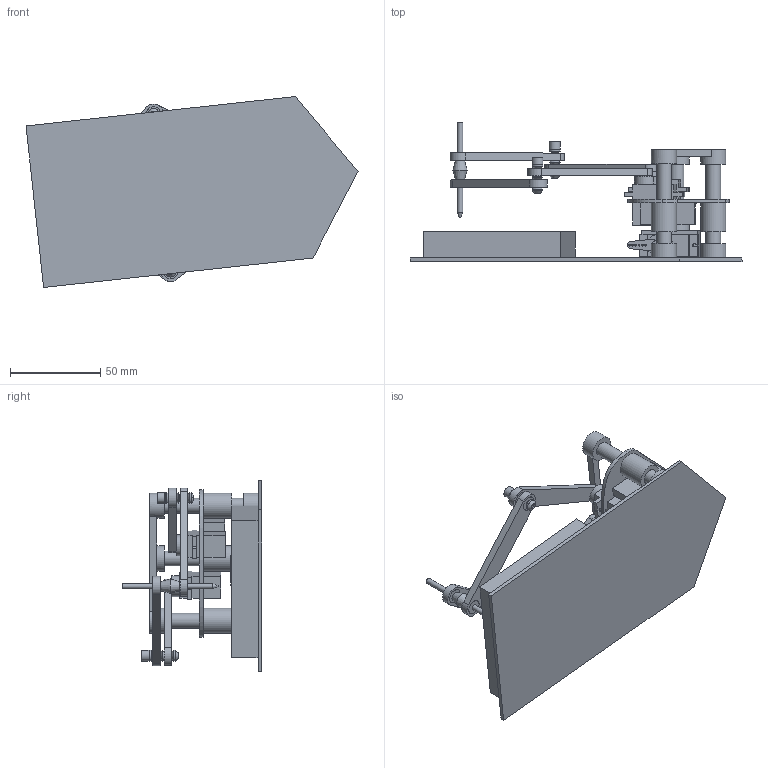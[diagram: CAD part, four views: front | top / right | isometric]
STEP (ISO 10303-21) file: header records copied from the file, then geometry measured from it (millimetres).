
FILE_DESCRIPTION(/* description */ (''),/* implementation_level */ '2;1');
FILE_NAME(/* name */ 'Post it Plotter v1.step',/* time_stamp */ '2021-01-04T18:05:47+01:00',/* author */ (''),/* organization */ (''),/* preprocessor_version */ 'ST-DEVELOPER v18.1',/* originating_system */ 'Autodesk Translation Framework v9.7.1.1290',/* authorisation */ '');
FILE_SCHEMA (('AUTOMOTIVE_DESIGN { 1 0 10303 214 3 1 1 }'));
Length unit declared in the file: millimetre
Products named in the file (33): Assembly; Post It; Post It_1; Base; beam3; beam2; beam1; Top; Base_1; SG90 9g Servo v1; servo; SG90 9g Servo v1 (1); servo (1); SG90 9g Servo v1 (2); servo (2); arm (2); plate; servo arm; pivot; pivot_1; bearing 1; bearing 2; spacer; spacer (1); spacer (1) (1); bolt; nut; arm; pen mount; bearing 1_1; pen; bearing 2_1; spacer_1
Assembly tree (41 placements, depth 3):
  Assembly
    Post It
      Post It_1
    Base
      beam3
      beam2
      beam1
      Top
      Base_1
    SG90 9g Servo v1
      servo
    SG90 9g Servo v1 (1)
      servo (1)
    SG90 9g Servo v1 (2)
      servo (2)
      arm (2)
    plate
    servo arm  x2
    pivot
      bearing 1
      bearing 2
      spacer
      spacer (1)
      spacer (1) (1)
      bolt
      nut
    pivot_1
      bearing 1
      bearing 2
      spacer
      spacer (1)
      spacer (1) (1)
      bolt
      nut
    arm  x2
    pen mount
      bearing 1_1
      pen
      bearing 2_1
      spacer_1
Bounding box: 183.82 x 77.2 x 105.72 mm (x, y, z)
Volume: 177108.5 mm3; surface area: 90174 mm2
Topology: 33 solids, 33 shells, 420 faces, 973 edges, 645 vertices
Faces by surface type: plane 299, cylinder 102, cone 16, bspline 3
Full cylindrical faces by diameter (mm): 1 x6, 1.4 x3, 1.8 x1, 2.5 x2, 3 x20, 5 x5, 6 x6, 8 x6, 8.1 x6, 8.2 x9, 8.56 x3, 14 x9
Entity records: 10764 total; most frequent: CARTESIAN_POINT 2016, DIRECTION 1734, ORIENTED_EDGE 1522, EDGE_CURVE 761, AXIS2_PLACEMENT_3D 587, LINE 560, VECTOR 560, VERTEX_POINT 505
